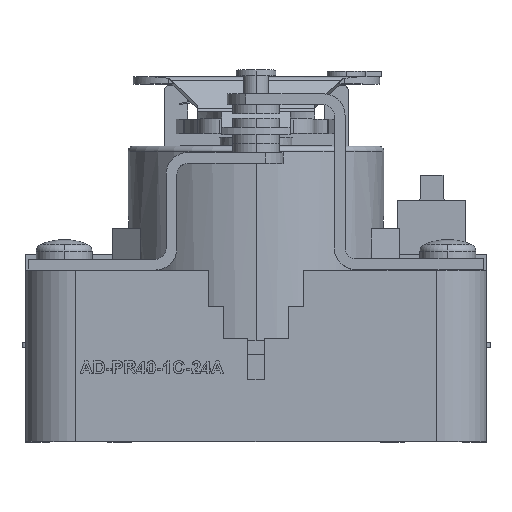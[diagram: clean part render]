
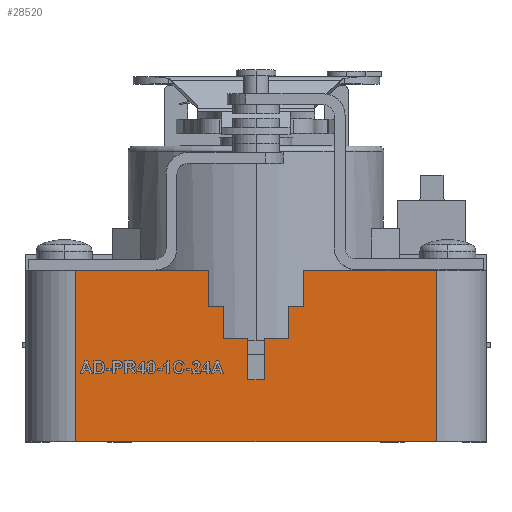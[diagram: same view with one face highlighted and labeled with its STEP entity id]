
A CAD part, top view. The second image highlights one B-rep face of the part: STEP entity #28520.
In plain terms, the highlighted planar face has unit normal (0, 0, 1).
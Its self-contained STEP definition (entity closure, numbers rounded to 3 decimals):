
#78 = ORIENTED_EDGE ( 'NONE', *, *, #27258, .F. ) ;
#462 = ORIENTED_EDGE ( 'NONE', *, *, #15645, .T. ) ;
#959 = EDGE_CURVE ( 'NONE', #4903, #22865, #2375, .T. ) ;
#1248 = FACE_OUTER_BOUND ( 'NONE', #27718, .T. ) ;
#1337 = CARTESIAN_POINT ( 'NONE',  ( 6.625, 18.75, 32. ) ) ;
#1522 = EDGE_CURVE ( 'NONE', #27274, #8464, #2429, .T. ) ;
#2054 = EDGE_CURVE ( 'NONE', #3926, #18560, #26436, .T. ) ;
#2171 = CARTESIAN_POINT ( 'NONE',  ( -4.5, 14.25, 32. ) ) ;
#2234 = VECTOR ( 'NONE', #28761, 1000. ) ;
#2375 = LINE ( 'NONE', #16380, #25736 ) ;
#2429 = LINE ( 'NONE', #27800, #13866 ) ;
#2430 = VECTOR ( 'NONE', #17277, 1000. ) ;
#2617 = VECTOR ( 'NONE', #15970, 1000. ) ;
#2705 = LINE ( 'NONE', #18789, #13447 ) ;
#2805 = CARTESIAN_POINT ( 'NONE',  ( 25., 0., 32. ) ) ;
#3170 = EDGE_CURVE ( 'NONE', #8464, #10157, #15154, .T. ) ;
#3564 = VERTEX_POINT ( 'NONE', #9308 ) ;
#3926 = VERTEX_POINT ( 'NONE', #29271 ) ;
#4051 = CARTESIAN_POINT ( 'NONE',  ( 1.125, 8.5, 32. ) ) ;
#4260 = CARTESIAN_POINT ( 'NONE',  ( 1.125, 14.25, 32. ) ) ;
#4386 = PLANE ( 'NONE',  #24484 ) ;
#4729 = ORIENTED_EDGE ( 'NONE', *, *, #13061, .T. ) ;
#4903 = VERTEX_POINT ( 'NONE', #29080 ) ;
#5400 = VERTEX_POINT ( 'NONE', #22300 ) ;
#5522 = CARTESIAN_POINT ( 'NONE',  ( -4.5, 18.75, 32. ) ) ;
#6352 = DIRECTION ( 'NONE',  ( 0., 1., 0. ) ) ;
#6720 = VECTOR ( 'NONE', #11513, 1000. ) ;
#6963 = VECTOR ( 'NONE', #24612, 1000. ) ;
#7442 = EDGE_CURVE ( 'NONE', #27274, #8334, #14364, .T. ) ;
#8334 = VERTEX_POINT ( 'NONE', #11804 ) ;
#8464 = VERTEX_POINT ( 'NONE', #16727 ) ;
#8489 = VECTOR ( 'NONE', #23371, 1000. ) ;
#8871 = CARTESIAN_POINT ( 'NONE',  ( -6.625, 18.75, 32. ) ) ;
#8907 = CARTESIAN_POINT ( 'NONE',  ( 25., 12., 32. ) ) ;
#8911 = DIRECTION ( 'NONE',  ( -1., 0., 0. ) ) ;
#9308 = CARTESIAN_POINT ( 'NONE',  ( -6.625, 23.75, 32. ) ) ;
#9672 = CARTESIAN_POINT ( 'NONE',  ( 1.125, 8.5, 32. ) ) ;
#9795 = DIRECTION ( 'NONE',  ( -1., 0., 0. ) ) ;
#10157 = VERTEX_POINT ( 'NONE', #19142 ) ;
#10641 = VECTOR ( 'NONE', #26621, 1000. ) ;
#10921 = VERTEX_POINT ( 'NONE', #22449 ) ;
#11192 = CARTESIAN_POINT ( 'NONE',  ( 6.625, 18.75, 32. ) ) ;
#11341 = EDGE_CURVE ( 'NONE', #5400, #8334, #11349, .T. ) ;
#11349 = LINE ( 'NONE', #17829, #10641 ) ;
#11512 = EDGE_CURVE ( 'NONE', #22865, #21908, #2705, .T. ) ;
#11513 = DIRECTION ( 'NONE',  ( 0., 1., 0. ) ) ;
#11804 = CARTESIAN_POINT ( 'NONE',  ( 4.5, 18.75, 32. ) ) ;
#12039 = EDGE_CURVE ( 'NONE', #10921, #3564, #19012, .T. ) ;
#12210 = EDGE_CURVE ( 'NONE', #18560, #16851, #14055, .T. ) ;
#12527 = CARTESIAN_POINT ( 'NONE',  ( 25., 23.75, 32. ) ) ;
#13061 = EDGE_CURVE ( 'NONE', #22608, #10921, #25796, .T. ) ;
#13447 = VECTOR ( 'NONE', #9795, 1000. ) ;
#13546 = DIRECTION ( 'NONE',  ( -1., 0., 0. ) ) ;
#13802 = CARTESIAN_POINT ( 'NONE',  ( 25., 0., 32. ) ) ;
#13862 = VECTOR ( 'NONE', #8911, 1000. ) ;
#13866 = VECTOR ( 'NONE', #27984, 1000. ) ;
#13974 = EDGE_CURVE ( 'NONE', #5400, #16559, #22198, .T. ) ;
#14055 = LINE ( 'NONE', #13802, #2617 ) ;
#14364 = LINE ( 'NONE', #26502, #2234 ) ;
#14492 = LINE ( 'NONE', #28847, #26438 ) ;
#14925 = VECTOR ( 'NONE', #6352, 1000. ) ;
#15005 = CARTESIAN_POINT ( 'NONE',  ( 25., 12., 32. ) ) ;
#15118 = EDGE_CURVE ( 'NONE', #17846, #4903, #15388, .T. ) ;
#15154 = LINE ( 'NONE', #12527, #27079 ) ;
#15388 = LINE ( 'NONE', #9672, #26623 ) ;
#15400 = DIRECTION ( 'NONE',  ( 1., 0., 0. ) ) ;
#15645 = EDGE_CURVE ( 'NONE', #21908, #22608, #24010, .T. ) ;
#15970 = DIRECTION ( 'NONE',  ( 1., 0., 0. ) ) ;
#16299 = DIRECTION ( 'NONE',  ( -1., 0., 0. ) ) ;
#16380 = CARTESIAN_POINT ( 'NONE',  ( -1.125, 8.5, 32. ) ) ;
#16426 = EDGE_CURVE ( 'NONE', #3926, #3564, #14492, .T. ) ;
#16559 = VERTEX_POINT ( 'NONE', #4260 ) ;
#16727 = CARTESIAN_POINT ( 'NONE',  ( 6.625, 23.75, 32. ) ) ;
#16813 = CARTESIAN_POINT ( 'NONE',  ( -25., 12., 32. ) ) ;
#16851 = VERTEX_POINT ( 'NONE', #2805 ) ;
#17116 = ORIENTED_EDGE ( 'NONE', *, *, #2054, .T. ) ;
#17277 = DIRECTION ( 'NONE',  ( 0., -1., 0. ) ) ;
#17829 = CARTESIAN_POINT ( 'NONE',  ( 4.5, 14.25, 32. ) ) ;
#17846 = VERTEX_POINT ( 'NONE', #23153 ) ;
#18560 = VERTEX_POINT ( 'NONE', #26168 ) ;
#18789 = CARTESIAN_POINT ( 'NONE',  ( 4.5, 14.25, 32. ) ) ;
#18955 = ORIENTED_EDGE ( 'NONE', *, *, #11341, .F. ) ;
#19012 = LINE ( 'NONE', #8871, #6963 ) ;
#19142 = CARTESIAN_POINT ( 'NONE',  ( 25., 23.75, 32. ) ) ;
#19587 = ORIENTED_EDGE ( 'NONE', *, *, #15118, .T. ) ;
#19846 = ORIENTED_EDGE ( 'NONE', *, *, #12039, .T. ) ;
#20563 = LINE ( 'NONE', #15005, #2430 ) ;
#21134 = ORIENTED_EDGE ( 'NONE', *, *, #27344, .F. ) ;
#21515 = VECTOR ( 'NONE', #25497, 1000. ) ;
#21779 = ORIENTED_EDGE ( 'NONE', *, *, #7442, .T. ) ;
#21908 = VERTEX_POINT ( 'NONE', #2171 ) ;
#22198 = LINE ( 'NONE', #27780, #21515 ) ;
#22300 = CARTESIAN_POINT ( 'NONE',  ( 4.5, 14.25, 32. ) ) ;
#22449 = CARTESIAN_POINT ( 'NONE',  ( -6.625, 18.75, 32. ) ) ;
#22608 = VERTEX_POINT ( 'NONE', #5522 ) ;
#22865 = VERTEX_POINT ( 'NONE', #29083 ) ;
#23140 = DIRECTION ( 'NONE',  ( 0., 1., 0. ) ) ;
#23153 = CARTESIAN_POINT ( 'NONE',  ( 1.125, 8.5, 32. ) ) ;
#23371 = DIRECTION ( 'NONE',  ( 0., -1., 0. ) ) ;
#24010 = LINE ( 'NONE', #25055, #6720 ) ;
#24484 = AXIS2_PLACEMENT_3D ( 'NONE', #8907, #27002, #13546 ) ;
#24612 = DIRECTION ( 'NONE',  ( 0., 1., 0. ) ) ;
#24624 = ORIENTED_EDGE ( 'NONE', *, *, #12210, .T. ) ;
#24673 = ORIENTED_EDGE ( 'NONE', *, *, #16426, .F. ) ;
#24929 = ORIENTED_EDGE ( 'NONE', *, *, #1522, .F. ) ;
#25055 = CARTESIAN_POINT ( 'NONE',  ( -4.5, 14.25, 32. ) ) ;
#25497 = DIRECTION ( 'NONE',  ( -1., 0., 0. ) ) ;
#25587 = ORIENTED_EDGE ( 'NONE', *, *, #3170, .F. ) ;
#25736 = VECTOR ( 'NONE', #23140, 1000. ) ;
#25796 = LINE ( 'NONE', #11192, #13862 ) ;
#26168 = CARTESIAN_POINT ( 'NONE',  ( -25., 0., 32. ) ) ;
#26436 = LINE ( 'NONE', #16813, #8489 ) ;
#26438 = VECTOR ( 'NONE', #15400, 1000. ) ;
#26502 = CARTESIAN_POINT ( 'NONE',  ( 6.625, 18.75, 32. ) ) ;
#26621 = DIRECTION ( 'NONE',  ( 0., 1., 0. ) ) ;
#26623 = VECTOR ( 'NONE', #16299, 1000. ) ;
#26852 = LINE ( 'NONE', #4051, #14925 ) ;
#27002 = DIRECTION ( 'NONE',  ( 0., 0., -1. ) ) ;
#27068 = ORIENTED_EDGE ( 'NONE', *, *, #959, .T. ) ;
#27079 = VECTOR ( 'NONE', #28217, 1000. ) ;
#27244 = ORIENTED_EDGE ( 'NONE', *, *, #11512, .T. ) ;
#27258 = EDGE_CURVE ( 'NONE', #10157, #16851, #20563, .T. ) ;
#27274 = VERTEX_POINT ( 'NONE', #1337 ) ;
#27344 = EDGE_CURVE ( 'NONE', #17846, #16559, #26852, .T. ) ;
#27517 = ORIENTED_EDGE ( 'NONE', *, *, #13974, .T. ) ;
#27718 = EDGE_LOOP ( 'NONE', ( #19846, #24673, #17116, #24624, #78, #25587, #24929, #21779, #18955, #27517, #21134, #19587, #27068, #27244, #462, #4729 ) ) ;
#27780 = CARTESIAN_POINT ( 'NONE',  ( 4.5, 14.25, 32. ) ) ;
#27800 = CARTESIAN_POINT ( 'NONE',  ( 6.625, 18.75, 32. ) ) ;
#27984 = DIRECTION ( 'NONE',  ( 0., 1., 0. ) ) ;
#28217 = DIRECTION ( 'NONE',  ( 1., 0., 0. ) ) ;
#28520 = ADVANCED_FACE ( 'NONE', ( #1248 ), #4386, .F. ) ;
#28761 = DIRECTION ( 'NONE',  ( -1., 0., 0. ) ) ;
#28847 = CARTESIAN_POINT ( 'NONE',  ( 25., 23.75, 32. ) ) ;
#29080 = CARTESIAN_POINT ( 'NONE',  ( -1.125, 8.5, 32. ) ) ;
#29083 = CARTESIAN_POINT ( 'NONE',  ( -1.125, 14.25, 32. ) ) ;
#29271 = CARTESIAN_POINT ( 'NONE',  ( -25., 23.75, 32. ) ) ;
